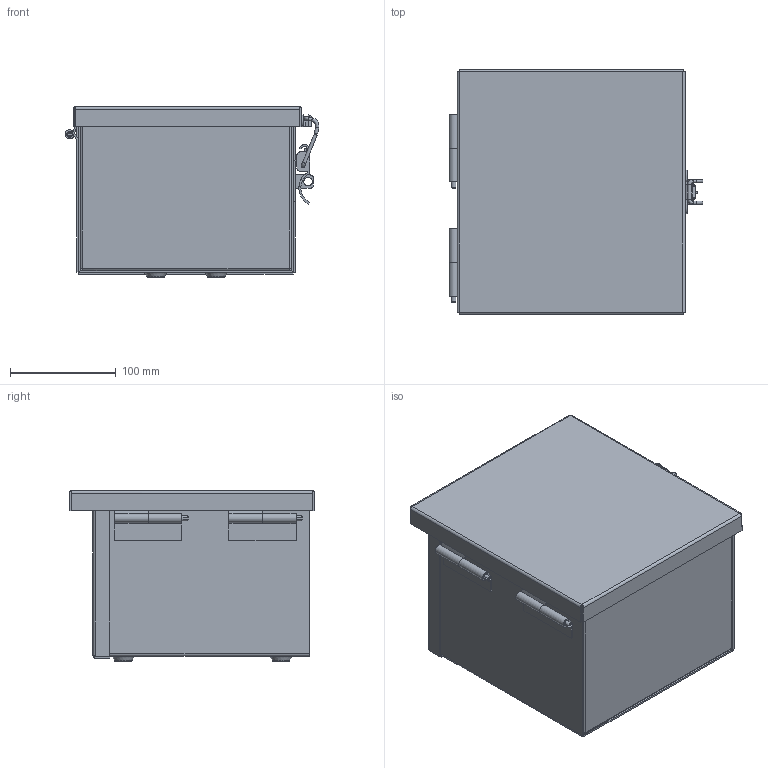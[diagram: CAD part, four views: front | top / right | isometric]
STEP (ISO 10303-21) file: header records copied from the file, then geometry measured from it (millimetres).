
FILE_DESCRIPTION(/* description */ ('LOH, BLR, CRS, 8X8X6'),/* implementation_level */ '2;1');
FILE_NAME(/* name */ 'LOH080806.stp',/* time_stamp */ '2016-08-04T13:54:24-05:00',/* author */ ('bbirch1'),/* organization */ (''),/* preprocessor_version */ 'ST-DEVELOPER v16.1',/* originating_system */ 'Autodesk Inventor 2016',/* authorisation */ '');
FILE_SCHEMA (('AUTOMOTIVE_DESIGN { 1 0 10303 214 3 1 1 }'));
Length unit declared in the file: inch
Products named in the file (15): LOH080806BLR; LOH0806BTM; LOH0806TOP; LOH0808LID; HC2526TP; HC2526TL; HC2526; HC2527; 35015; 35014-1; 35014-3; 35014-2; 35014; LOH08gasket; LOH080806
Assembly tree (16 placements, depth 3):
  LOH080806
    LOH080806BLR
    LOH0806BTM
    LOH0806TOP
    LOH0808LID
    HC2526  x2
      HC2526TP
      HC2526TL
    HC2527  x2
    35015
    35014
      35014-1
      35014-3
      35014-2
    LOH08gasket
Bounding box: 240.16 x 231.78 x 161.52 mm (x, y, z)
Volume: 429699.3 mm3; surface area: 545485.7 mm2
Topology: 15 solids, 15 shells, 425 faces, 973 edges, 593 vertices
Faces by surface type: plane 275, cylinder 98, torus 24, bspline 16, cone 12
Full cylindrical faces by diameter (mm): 3.175 x9, 3.302 x2, 4.674 x2, 7.144 x4, 8.001 x1
Entity records: 11335 total; most frequent: CARTESIAN_POINT 2313, DIRECTION 1778, ORIENTED_EDGE 1654, EDGE_CURVE 827, LINE 602, VECTOR 602, AXIS2_PLACEMENT_3D 588, VERTEX_POINT 527
